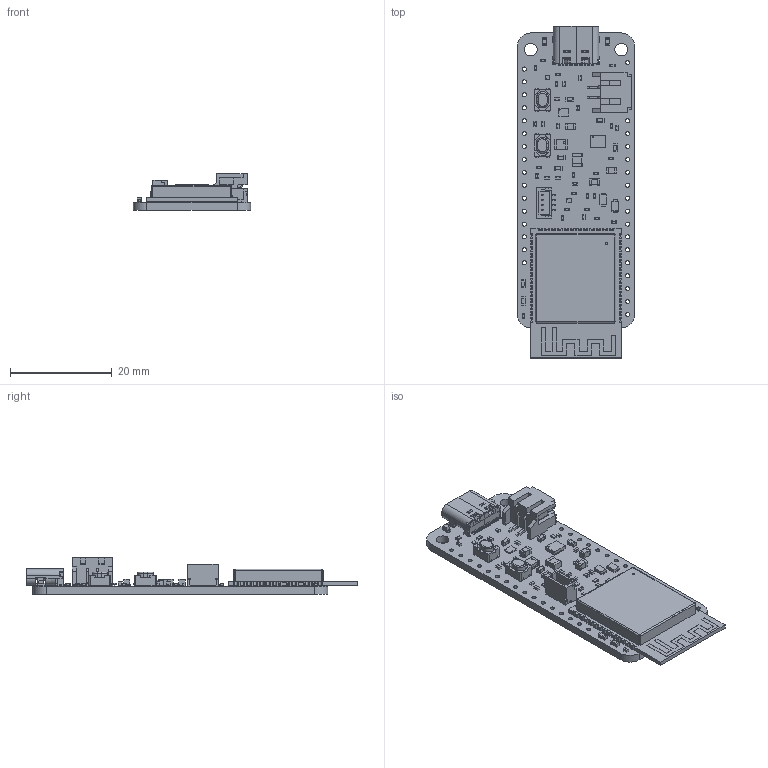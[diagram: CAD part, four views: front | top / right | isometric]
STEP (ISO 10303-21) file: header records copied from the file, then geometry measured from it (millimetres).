
FILE_DESCRIPTION(('KiCad electronic assembly'),'2;1');
FILE_NAME('ESP32S3-PowerFeather.step','2024-10-21T22:16:25',('Pcbnew'),( 'Kicad'),'Open CASCADE STEP processor 7.8','KiCad to STEP converter' ,'Unknown');
FILE_SCHEMA(('AUTOMOTIVE_DESIGN { 1 0 10303 214 1 1 1 1 }'));
Length unit declared in the file: millimetre
Products named in the file (34): ESP32S3-PowerFeather 1; C_0402_1005Metric; ESP32-S3-WROOM-1-N8R8--3DModel-STEP-269445; ESP32-S3-WROOM-1-N8R2; PTS810 SJK 250 SMTR LFS--3DModel-STEP-1; PTS810 SJK 250 SMTR LFS; AP22916DCA4-7; ASSEMBLY; LED_0603_1608Metric; R_0402_1005Metric; C_0603_1608Metric; LC709204FXE-01TBG; L_1008_2520Metric; S2B-PH-SM4-TB(LF)(SN)--3DModel-STEP-56544; S2B-PH-SM4-TB(LF)(SN); USB_C_Receptacle_GCT_USB4105-xx-A_16P_TopMnt_Horizontal; USB_C_Receptacle_16P_TopMnt_Horizontal_GCT_USB4105-xx-A; USP-6C_TOR; XCL220B153FR-G; C_0805_2012Metric; US2H; BM04B-SRSS-TB; BM04B-SRSS; BQ25628RYKR; ESP32S3-PowerFeather_PCB
Assembly tree (75 placements, depth 3):
  ESP32S3-PowerFeather 1
    C_0402_1005Metric  x14
      C_0402_1005Metric
    ESP32-S3-WROOM-1-N8R8--3DModel-STEP-269445
      ESP32-S3-WROOM-1-N8R2
    PTS810 SJK 250 SMTR LFS--3DModel-STEP-1  x2
      PTS810 SJK 250 SMTR LFS
    AP22916DCA4-7  x2
      ASSEMBLY
    LED_0603_1608Metric  x2
      LED_0603_1608Metric
    R_0402_1005Metric  x18
      R_0402_1005Metric
    C_0603_1608Metric  x7
      C_0603_1608Metric
    LC709204FXE-01TBG
      ASSEMBLY
    L_1008_2520Metric
      L_1008_2520Metric
    S2B-PH-SM4-TB(LF)(SN)--3DModel-STEP-56544
      S2B-PH-SM4-TB(LF)(SN)
    USB_C_Receptacle_GCT_USB4105-xx-A_16P_TopMnt_Horizontal
      USB_C_Receptacle_16P_TopMnt_Horizontal_GCT_USB4105-xx-A
    USP-6C_TOR
      XCL220B153FR-G
    C_0805_2012Metric  x3
      C_0805_2012Metric
    US2H  x2
      US2H
    BM04B-SRSS-TB
      BM04B-SRSS
    BQ25628RYKR
      BQ25628RYKR
    ESP32S3-PowerFeather_PCB
Bounding box: 23.08 x 65.27 x 7.15 mm (x, y, z)
Volume: 2956.7 mm3; surface area: 6755.9 mm2
Topology: 193 solids, 193 shells, 3641 faces, 9382 edges, 6146 vertices
Faces by surface type: plane 2798, cylinder 803, sphere 28, cone 8, torus 4
Full cylindrical faces by diameter (mm): 0.101 x2, 0.185 x1, 0.281 x1, 0.5 x2, 0.65 x2, 0.8 x33, 2.5 x2
Entity records: 82749 total; most frequent: CARTESIAN_POINT 13059, ORIENTED_EDGE 12504, DIRECTION 12023, EDGE_CURVE 6252, LINE 5447, VECTOR 5447, VERTEX_POINT 4110, AXIS2_PLACEMENT_3D 3288
